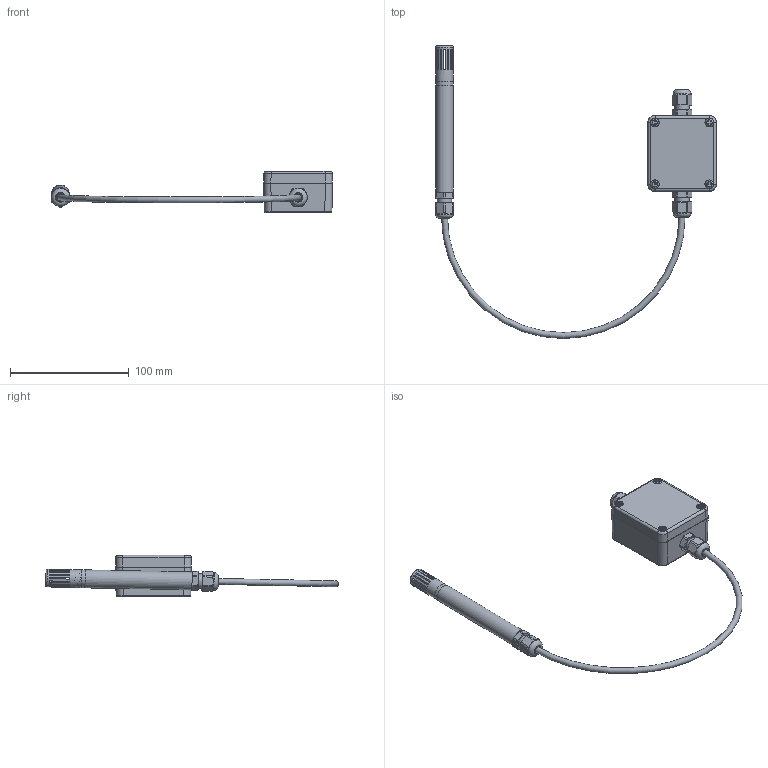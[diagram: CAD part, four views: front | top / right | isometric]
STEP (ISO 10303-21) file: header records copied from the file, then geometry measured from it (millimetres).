
FILE_DESCRIPTION(/* description */ (''),/* implementation_level */ '2;1');
FILE_NAME(/* name */ 'Si-xxxWCxx.step',/* time_stamp */ '2021-07-30T09:18:29+02:00',/* author */ (''),/* organization */ (''),/* preprocessor_version */ 'ST-DEVELOPER v18.1',/* originating_system */ 'Autodesk Translation Framework v10.9.0.1377',/* authorisation */ '');
FILE_SCHEMA (('AUTOMOTIVE_DESIGN { 1 0 10303 214 3 1 1 }'));
Length unit declared in the file: millimetre
Products named in the file (9): Si-xxxWCxx; G201_C; wieko; sruba_M4; Tuleja+przewod_WC; M12_dlawnica; Przewod; G1/4_PG7_prostokat; Filtr_R3
Assembly tree (13 placements, depth 3):
  Si-xxxWCxx
    M12_dlawnica  x2
    G201_C
      wieko
      sruba_M4  x4
    Tuleja+przewod_WC
      M12_dlawnica
      Przewod
      G1/4_PG7_prostokat
      Filtr_R3
Bounding box: 236.44 x 246.65 x 35 mm (x, y, z)
Volume: 82451.4 mm3; surface area: 58464 mm2
Topology: 16 solids, 16 shells, 742 faces, 1877 edges, 1193 vertices
Faces by surface type: plane 334, cylinder 178, cone 126, bspline 56, torus 44, sphere 4
Full cylindrical faces by diameter (mm): 3.242 x6, 3.5 x4, 4 x7, 4.3 x2, 4.4 x2, 4.5 x4, 4.871 x2, 4.9 x4, 5.5 x3, 6.5 x4, 7.5 x4, 8 x3, 8.4 x2, 9.957 x3, 10.526 x5, 11.08 x4, 11.445 x5, 12 x7, 12.203 x5, 12.3 x5, 15 x6
Entity records: 25965 total; most frequent: CARTESIAN_POINT 11864, ORIENTED_EDGE 2918, DIRECTION 2897, EDGE_CURVE 1459, AXIS2_PLACEMENT_3D 1074, VERTEX_POINT 937, LINE 749, VECTOR 749
